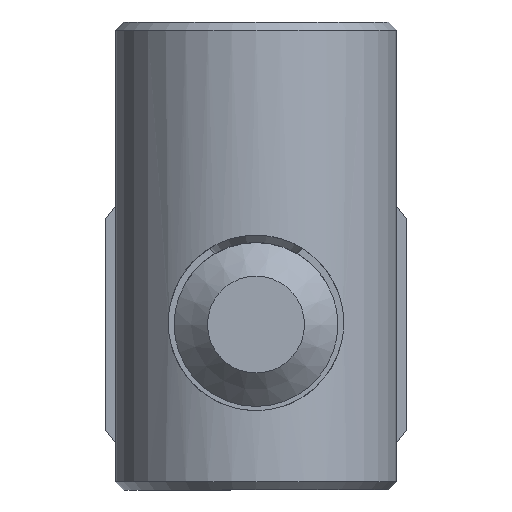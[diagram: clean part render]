
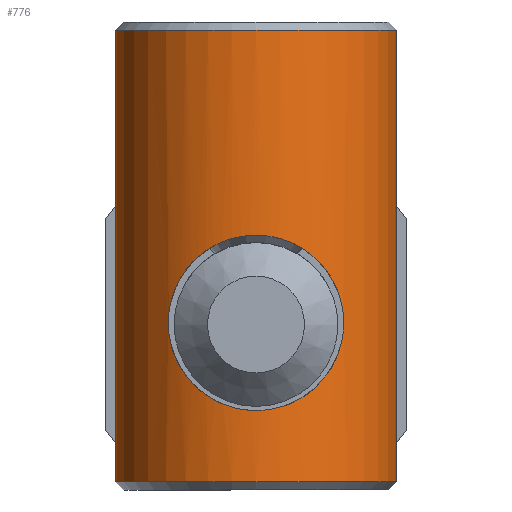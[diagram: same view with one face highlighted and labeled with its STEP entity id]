
A CAD part, left-side view. The second image highlights one B-rep face of the part: STEP entity #776.
In plain terms, the highlighted cylindrical face has radius 8.425 mm (diameter 16.85 mm), a full revolution.
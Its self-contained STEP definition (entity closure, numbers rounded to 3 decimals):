
#19=B_SPLINE_CURVE_WITH_KNOTS('',3,(#1223,#1224,#1225,#1226,#1227,#1228,
#1229,#1230,#1231,#1232,#1233,#1234,#1235,#1236,#1237,#1238,#1239,#1240,
#1241,#1242,#1243,#1244,#1245,#1246,#1247,#1248,#1249,#1250,#1251,#1252,
#1253,#1254,#1255,#1256),.UNSPECIFIED.,.T.,.F.,(4,2,2,2,2,2,2,2,2,2,2,2,
2,2,2,2,4),(-3.274,-3.069,-2.863,-2.66,
-2.456,-2.252,-2.048,-1.843,
-1.637,-1.432,-1.226,-1.022,
-0.819,-0.615,-0.411,-0.205,
0.),.UNSPECIFIED.);
#20=B_SPLINE_CURVE_WITH_KNOTS('',3,(#1258,#1259,#1260,#1261,#1262,#1263,
#1264,#1265,#1266,#1267,#1268,#1269,#1270,#1271,#1272,#1273,#1274,#1275,
#1276,#1277,#1278,#1279,#1280,#1281,#1282,#1283,#1284,#1285,#1286,#1287,
#1288,#1289,#1290,#1291),.UNSPECIFIED.,.T.,.F.,(4,2,2,2,2,2,2,2,2,2,2,2,
2,2,2,2,4),(0.,0.205,0.411,0.615,0.819,
1.022,1.226,1.432,1.637,1.843,
2.048,2.252,2.456,2.66,2.863,
3.069,3.274),.UNSPECIFIED.);
#30=FACE_BOUND('',#121,.T.);
#31=FACE_BOUND('',#122,.T.);
#78=FACE_OUTER_BOUND('',#120,.T.);
#120=EDGE_LOOP('',(#547,#548,#549,#550,#551,#552));
#121=EDGE_LOOP('',(#553));
#122=EDGE_LOOP('',(#554));
#177=LINE('',#1217,#225);
#225=VECTOR('',#985,8.425);
#260=CIRCLE('',#848,8.425);
#261=CIRCLE('',#849,8.425);
#262=CIRCLE('',#850,8.425);
#263=CIRCLE('',#851,8.425);
#322=VERTEX_POINT('',#1213);
#323=VERTEX_POINT('',#1214);
#324=VERTEX_POINT('',#1216);
#325=VERTEX_POINT('',#1218);
#326=VERTEX_POINT('',#1222);
#327=VERTEX_POINT('',#1257);
#408=EDGE_CURVE('',#322,#323,#260,.T.);
#409=EDGE_CURVE('',#323,#324,#177,.T.);
#410=EDGE_CURVE('',#324,#325,#261,.T.);
#411=EDGE_CURVE('',#325,#324,#262,.T.);
#412=EDGE_CURVE('',#323,#322,#263,.T.);
#413=EDGE_CURVE('',#326,#326,#19,.F.);
#414=EDGE_CURVE('',#327,#327,#20,.F.);
#547=ORIENTED_EDGE('',*,*,#408,.T.);
#548=ORIENTED_EDGE('',*,*,#409,.T.);
#549=ORIENTED_EDGE('',*,*,#410,.T.);
#550=ORIENTED_EDGE('',*,*,#411,.T.);
#551=ORIENTED_EDGE('',*,*,#409,.F.);
#552=ORIENTED_EDGE('',*,*,#412,.T.);
#553=ORIENTED_EDGE('',*,*,#413,.T.);
#554=ORIENTED_EDGE('',*,*,#414,.T.);
#710=CYLINDRICAL_SURFACE('',#847,8.425);
#776=ADVANCED_FACE('',(#78,#30,#31),#710,.T.);
#847=AXIS2_PLACEMENT_3D('',#1212,#981,#982);
#848=AXIS2_PLACEMENT_3D('',#1215,#983,#984);
#849=AXIS2_PLACEMENT_3D('',#1219,#986,#987);
#850=AXIS2_PLACEMENT_3D('',#1220,#988,#989);
#851=AXIS2_PLACEMENT_3D('',#1221,#990,#991);
#981=DIRECTION('center_axis',(0.,0.,
1.));
#982=DIRECTION('ref_axis',(0.,-1.,0.));
#983=DIRECTION('center_axis',(0.,0.,
-1.));
#984=DIRECTION('ref_axis',(0.,-1.,0.));
#985=DIRECTION('',(0.,0.,-1.));
#986=DIRECTION('center_axis',(0.,0.,
1.));
#987=DIRECTION('ref_axis',(0.,-1.,0.));
#988=DIRECTION('center_axis',(0.,0.,
1.));
#989=DIRECTION('ref_axis',(0.,-1.,0.));
#990=DIRECTION('center_axis',(0.,0.,
-1.));
#991=DIRECTION('ref_axis',(0.,-1.,0.));
#1212=CARTESIAN_POINT('Origin',(-22.5,0.,-9.9));
#1213=CARTESIAN_POINT('',(-22.5,-8.425,17.6));
#1214=CARTESIAN_POINT('',(-22.5,8.425,17.6));
#1215=CARTESIAN_POINT('Origin',(-22.5,0.,17.6));
#1216=CARTESIAN_POINT('',(-22.5,8.425,-9.4));
#1217=CARTESIAN_POINT('',(-22.5,8.425,-9.9));
#1218=CARTESIAN_POINT('',(-22.5,-8.425,-9.4));
#1219=CARTESIAN_POINT('Origin',(-22.5,0.,-9.4));
#1220=CARTESIAN_POINT('Origin',(-22.5,0.,-9.4));
#1221=CARTESIAN_POINT('Origin',(-22.5,0.,17.6));
#1222=CARTESIAN_POINT('',(-29.089,5.25,0.1));
#1223=CARTESIAN_POINT('Ctrl Pts',(-29.089,-5.25,0.1));
#1224=CARTESIAN_POINT('Ctrl Pts',(-29.089,-5.25,0.785));
#1225=CARTESIAN_POINT('Ctrl Pts',(-29.207,-5.109,1.494));
#1226=CARTESIAN_POINT('Ctrl Pts',(-29.586,-4.569,2.778));
#1227=CARTESIAN_POINT('Ctrl Pts',(-29.838,-4.17,3.355));
#1228=CARTESIAN_POINT('Ctrl Pts',(-30.286,-3.258,4.266));
#1229=CARTESIAN_POINT('Ctrl Pts',(-30.515,-2.681,4.668));
#1230=CARTESIAN_POINT('Ctrl Pts',(-30.836,-1.392,5.21));
#1231=CARTESIAN_POINT('Ctrl Pts',(-30.925,-0.679,5.35));
#1232=CARTESIAN_POINT('Ctrl Pts',(-30.925,0.679,5.35));
#1233=CARTESIAN_POINT('Ctrl Pts',(-30.836,1.392,5.21));
#1234=CARTESIAN_POINT('Ctrl Pts',(-30.515,2.681,4.668));
#1235=CARTESIAN_POINT('Ctrl Pts',(-30.286,3.258,4.266));
#1236=CARTESIAN_POINT('Ctrl Pts',(-29.838,4.17,3.355));
#1237=CARTESIAN_POINT('Ctrl Pts',(-29.586,4.569,2.778));
#1238=CARTESIAN_POINT('Ctrl Pts',(-29.207,5.109,1.494));
#1239=CARTESIAN_POINT('Ctrl Pts',(-29.089,5.25,0.785));
#1240=CARTESIAN_POINT('Ctrl Pts',(-29.089,5.25,-0.585));
#1241=CARTESIAN_POINT('Ctrl Pts',(-29.207,5.109,-1.294));
#1242=CARTESIAN_POINT('Ctrl Pts',(-29.586,4.569,-2.578));
#1243=CARTESIAN_POINT('Ctrl Pts',(-29.838,4.17,-3.155));
#1244=CARTESIAN_POINT('Ctrl Pts',(-30.286,3.258,-4.066));
#1245=CARTESIAN_POINT('Ctrl Pts',(-30.515,2.681,-4.468));
#1246=CARTESIAN_POINT('Ctrl Pts',(-30.836,1.392,-5.01));
#1247=CARTESIAN_POINT('Ctrl Pts',(-30.925,0.679,-5.15));
#1248=CARTESIAN_POINT('Ctrl Pts',(-30.925,-0.679,-5.15));
#1249=CARTESIAN_POINT('Ctrl Pts',(-30.836,-1.392,-5.01));
#1250=CARTESIAN_POINT('Ctrl Pts',(-30.515,-2.681,-4.468));
#1251=CARTESIAN_POINT('Ctrl Pts',(-30.286,-3.258,-4.066));
#1252=CARTESIAN_POINT('Ctrl Pts',(-29.838,-4.17,-3.155));
#1253=CARTESIAN_POINT('Ctrl Pts',(-29.586,-4.569,-2.578));
#1254=CARTESIAN_POINT('Ctrl Pts',(-29.207,-5.109,-1.294));
#1255=CARTESIAN_POINT('Ctrl Pts',(-29.089,-5.25,-0.585));
#1256=CARTESIAN_POINT('Ctrl Pts',(-29.089,-5.25,0.1));
#1257=CARTESIAN_POINT('',(-15.911,5.25,0.1));
#1258=CARTESIAN_POINT('Ctrl Pts',(-15.911,-5.25,0.1));
#1259=CARTESIAN_POINT('Ctrl Pts',(-15.911,-5.25,-0.585));
#1260=CARTESIAN_POINT('Ctrl Pts',(-15.793,-5.109,-1.294));
#1261=CARTESIAN_POINT('Ctrl Pts',(-15.414,-4.569,-2.578));
#1262=CARTESIAN_POINT('Ctrl Pts',(-15.162,-4.17,-3.155));
#1263=CARTESIAN_POINT('Ctrl Pts',(-14.714,-3.258,-4.066));
#1264=CARTESIAN_POINT('Ctrl Pts',(-14.485,-2.681,-4.468));
#1265=CARTESIAN_POINT('Ctrl Pts',(-14.164,-1.392,-5.01));
#1266=CARTESIAN_POINT('Ctrl Pts',(-14.075,-0.679,-5.15));
#1267=CARTESIAN_POINT('Ctrl Pts',(-14.075,0.679,-5.15));
#1268=CARTESIAN_POINT('Ctrl Pts',(-14.164,1.392,-5.01));
#1269=CARTESIAN_POINT('Ctrl Pts',(-14.485,2.681,-4.468));
#1270=CARTESIAN_POINT('Ctrl Pts',(-14.714,3.258,-4.066));
#1271=CARTESIAN_POINT('Ctrl Pts',(-15.162,4.17,-3.155));
#1272=CARTESIAN_POINT('Ctrl Pts',(-15.414,4.569,-2.578));
#1273=CARTESIAN_POINT('Ctrl Pts',(-15.793,5.109,-1.294));
#1274=CARTESIAN_POINT('Ctrl Pts',(-15.911,5.25,-0.585));
#1275=CARTESIAN_POINT('Ctrl Pts',(-15.911,5.25,0.785));
#1276=CARTESIAN_POINT('Ctrl Pts',(-15.793,5.109,1.494));
#1277=CARTESIAN_POINT('Ctrl Pts',(-15.414,4.569,2.778));
#1278=CARTESIAN_POINT('Ctrl Pts',(-15.162,4.17,3.355));
#1279=CARTESIAN_POINT('Ctrl Pts',(-14.714,3.258,4.266));
#1280=CARTESIAN_POINT('Ctrl Pts',(-14.485,2.681,4.668));
#1281=CARTESIAN_POINT('Ctrl Pts',(-14.164,1.392,5.21));
#1282=CARTESIAN_POINT('Ctrl Pts',(-14.075,0.679,5.35));
#1283=CARTESIAN_POINT('Ctrl Pts',(-14.075,-0.679,5.35));
#1284=CARTESIAN_POINT('Ctrl Pts',(-14.164,-1.392,5.21));
#1285=CARTESIAN_POINT('Ctrl Pts',(-14.485,-2.681,4.668));
#1286=CARTESIAN_POINT('Ctrl Pts',(-14.714,-3.258,4.266));
#1287=CARTESIAN_POINT('Ctrl Pts',(-15.162,-4.17,3.355));
#1288=CARTESIAN_POINT('Ctrl Pts',(-15.414,-4.569,2.778));
#1289=CARTESIAN_POINT('Ctrl Pts',(-15.793,-5.109,1.494));
#1290=CARTESIAN_POINT('Ctrl Pts',(-15.911,-5.25,0.785));
#1291=CARTESIAN_POINT('Ctrl Pts',(-15.911,-5.25,0.1));
